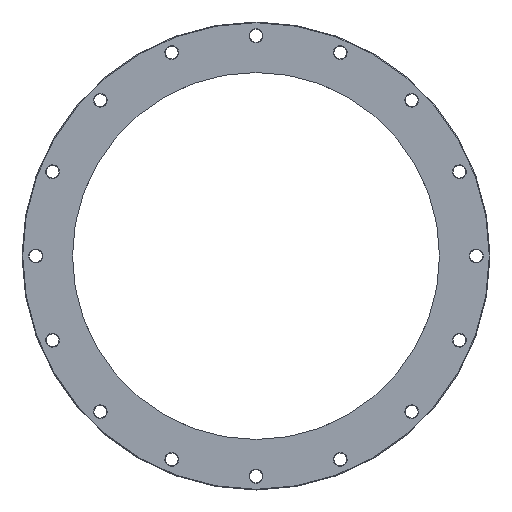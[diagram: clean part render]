
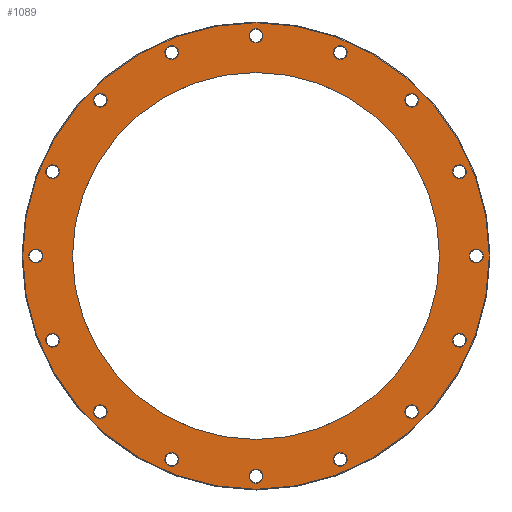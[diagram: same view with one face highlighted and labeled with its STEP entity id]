
A CAD part, left-side view. The second image highlights one B-rep face of the part: STEP entity #1089.
In plain terms, the highlighted planar face has unit normal (-1, 0, 0).
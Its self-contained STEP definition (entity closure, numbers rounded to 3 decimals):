
#18=FACE_BOUND('',#142,.T.);
#19=FACE_BOUND('',#143,.T.);
#20=FACE_BOUND('',#144,.T.);
#21=FACE_BOUND('',#145,.T.);
#22=FACE_BOUND('',#146,.T.);
#23=FACE_BOUND('',#147,.T.);
#24=FACE_BOUND('',#148,.T.);
#25=FACE_BOUND('',#149,.T.);
#26=FACE_BOUND('',#150,.T.);
#27=FACE_BOUND('',#151,.T.);
#28=FACE_BOUND('',#152,.T.);
#29=FACE_BOUND('',#153,.T.);
#30=FACE_BOUND('',#154,.T.);
#31=FACE_BOUND('',#155,.T.);
#32=FACE_BOUND('',#156,.T.);
#33=FACE_BOUND('',#157,.T.);
#34=FACE_BOUND('',#158,.T.);
#54=PLANE('',#1174);
#80=FACE_OUTER_BOUND('',#141,.T.);
#141=EDGE_LOOP('',(#734));
#142=EDGE_LOOP('',(#735));
#143=EDGE_LOOP('',(#736));
#144=EDGE_LOOP('',(#737));
#145=EDGE_LOOP('',(#738));
#146=EDGE_LOOP('',(#739));
#147=EDGE_LOOP('',(#740));
#148=EDGE_LOOP('',(#741));
#149=EDGE_LOOP('',(#742));
#150=EDGE_LOOP('',(#743,#744));
#151=EDGE_LOOP('',(#745));
#152=EDGE_LOOP('',(#746));
#153=EDGE_LOOP('',(#747));
#154=EDGE_LOOP('',(#748));
#155=EDGE_LOOP('',(#749));
#156=EDGE_LOOP('',(#750));
#157=EDGE_LOOP('',(#751));
#158=EDGE_LOOP('',(#752));
#344=CIRCLE('',#1169,7.5);
#348=CIRCLE('',#1175,254.25);
#349=CIRCLE('',#1176,7.5);
#350=CIRCLE('',#1177,7.5);
#351=CIRCLE('',#1178,7.5);
#352=CIRCLE('',#1179,7.5);
#353=CIRCLE('',#1180,7.5);
#354=CIRCLE('',#1181,7.5);
#355=CIRCLE('',#1182,7.5);
#356=CIRCLE('',#1183,7.5);
#357=CIRCLE('',#1184,200.);
#358=CIRCLE('',#1185,200.);
#359=CIRCLE('',#1186,7.5);
#360=CIRCLE('',#1187,7.5);
#361=CIRCLE('',#1188,7.5);
#362=CIRCLE('',#1189,7.5);
#363=CIRCLE('',#1190,7.5);
#364=CIRCLE('',#1191,7.5);
#365=CIRCLE('',#1192,7.5);
#454=VERTEX_POINT('',#1739);
#458=VERTEX_POINT('',#1751);
#459=VERTEX_POINT('',#1753);
#460=VERTEX_POINT('',#1755);
#461=VERTEX_POINT('',#1757);
#462=VERTEX_POINT('',#1759);
#463=VERTEX_POINT('',#1761);
#464=VERTEX_POINT('',#1763);
#465=VERTEX_POINT('',#1765);
#466=VERTEX_POINT('',#1767);
#467=VERTEX_POINT('',#1769);
#468=VERTEX_POINT('',#1770);
#469=VERTEX_POINT('',#1773);
#470=VERTEX_POINT('',#1775);
#471=VERTEX_POINT('',#1777);
#472=VERTEX_POINT('',#1779);
#473=VERTEX_POINT('',#1781);
#474=VERTEX_POINT('',#1783);
#475=VERTEX_POINT('',#1785);
#561=EDGE_CURVE('',#454,#454,#344,.T.);
#567=EDGE_CURVE('',#458,#458,#348,.T.);
#568=EDGE_CURVE('',#459,#459,#349,.T.);
#569=EDGE_CURVE('',#460,#460,#350,.T.);
#570=EDGE_CURVE('',#461,#461,#351,.T.);
#571=EDGE_CURVE('',#462,#462,#352,.T.);
#572=EDGE_CURVE('',#463,#463,#353,.T.);
#573=EDGE_CURVE('',#464,#464,#354,.T.);
#574=EDGE_CURVE('',#465,#465,#355,.T.);
#575=EDGE_CURVE('',#466,#466,#356,.T.);
#576=EDGE_CURVE('',#467,#468,#357,.T.);
#577=EDGE_CURVE('',#468,#467,#358,.T.);
#578=EDGE_CURVE('',#469,#469,#359,.T.);
#579=EDGE_CURVE('',#470,#470,#360,.T.);
#580=EDGE_CURVE('',#471,#471,#361,.T.);
#581=EDGE_CURVE('',#472,#472,#362,.T.);
#582=EDGE_CURVE('',#473,#473,#363,.T.);
#583=EDGE_CURVE('',#474,#474,#364,.T.);
#584=EDGE_CURVE('',#475,#475,#365,.T.);
#734=ORIENTED_EDGE('',*,*,#567,.F.);
#735=ORIENTED_EDGE('',*,*,#568,.F.);
#736=ORIENTED_EDGE('',*,*,#569,.F.);
#737=ORIENTED_EDGE('',*,*,#570,.F.);
#738=ORIENTED_EDGE('',*,*,#571,.F.);
#739=ORIENTED_EDGE('',*,*,#572,.F.);
#740=ORIENTED_EDGE('',*,*,#573,.F.);
#741=ORIENTED_EDGE('',*,*,#574,.F.);
#742=ORIENTED_EDGE('',*,*,#575,.F.);
#743=ORIENTED_EDGE('',*,*,#576,.F.);
#744=ORIENTED_EDGE('',*,*,#577,.F.);
#745=ORIENTED_EDGE('',*,*,#578,.F.);
#746=ORIENTED_EDGE('',*,*,#579,.F.);
#747=ORIENTED_EDGE('',*,*,#580,.F.);
#748=ORIENTED_EDGE('',*,*,#581,.F.);
#749=ORIENTED_EDGE('',*,*,#582,.F.);
#750=ORIENTED_EDGE('',*,*,#583,.F.);
#751=ORIENTED_EDGE('',*,*,#584,.F.);
#752=ORIENTED_EDGE('',*,*,#561,.F.);
#1089=ADVANCED_FACE('',(#80,#18,#19,#20,#21,#22,#23,#24,#25,#26,#27,#28,
#29,#30,#31,#32,#33,#34),#54,.T.);
#1169=AXIS2_PLACEMENT_3D('',#1740,#1343,#1344);
#1174=AXIS2_PLACEMENT_3D('',#1750,#1355,#1356);
#1175=AXIS2_PLACEMENT_3D('',#1752,#1357,#1358);
#1176=AXIS2_PLACEMENT_3D('',#1754,#1359,#1360);
#1177=AXIS2_PLACEMENT_3D('',#1756,#1361,#1362);
#1178=AXIS2_PLACEMENT_3D('',#1758,#1363,#1364);
#1179=AXIS2_PLACEMENT_3D('',#1760,#1365,#1366);
#1180=AXIS2_PLACEMENT_3D('',#1762,#1367,#1368);
#1181=AXIS2_PLACEMENT_3D('',#1764,#1369,#1370);
#1182=AXIS2_PLACEMENT_3D('',#1766,#1371,#1372);
#1183=AXIS2_PLACEMENT_3D('',#1768,#1373,#1374);
#1184=AXIS2_PLACEMENT_3D('',#1771,#1375,#1376);
#1185=AXIS2_PLACEMENT_3D('',#1772,#1377,#1378);
#1186=AXIS2_PLACEMENT_3D('',#1774,#1379,#1380);
#1187=AXIS2_PLACEMENT_3D('',#1776,#1381,#1382);
#1188=AXIS2_PLACEMENT_3D('',#1778,#1383,#1384);
#1189=AXIS2_PLACEMENT_3D('',#1780,#1385,#1386);
#1190=AXIS2_PLACEMENT_3D('',#1782,#1387,#1388);
#1191=AXIS2_PLACEMENT_3D('',#1784,#1389,#1390);
#1192=AXIS2_PLACEMENT_3D('',#1786,#1391,#1392);
#1343=DIRECTION('center_axis',(-1.,0.,0.));
#1344=DIRECTION('ref_axis',(0.,0.383,-0.924));
#1355=DIRECTION('center_axis',(-1.,0.,0.));
#1356=DIRECTION('ref_axis',(0.,0.,1.));
#1357=DIRECTION('center_axis',(1.,0.,0.));
#1358=DIRECTION('ref_axis',(0.,1.,0.));
#1359=DIRECTION('center_axis',(-1.,0.,0.));
#1360=DIRECTION('ref_axis',(0.,0.707,-0.707));
#1361=DIRECTION('center_axis',(-1.,0.,0.));
#1362=DIRECTION('ref_axis',(0.,1.,0.));
#1363=DIRECTION('center_axis',(-1.,0.,0.));
#1364=DIRECTION('ref_axis',(0.,0.707,0.707));
#1365=DIRECTION('center_axis',(-1.,0.,0.));
#1366=DIRECTION('ref_axis',(0.,0.,
1.));
#1367=DIRECTION('center_axis',(-1.,0.,0.));
#1368=DIRECTION('ref_axis',(0.,-0.707,0.707));
#1369=DIRECTION('center_axis',(-1.,0.,0.));
#1370=DIRECTION('ref_axis',(0.,-1.,0.));
#1371=DIRECTION('center_axis',(-1.,0.,0.));
#1372=DIRECTION('ref_axis',(0.,-0.707,-0.707));
#1373=DIRECTION('center_axis',(-1.,0.,0.));
#1374=DIRECTION('ref_axis',(0.,0.,-1.));
#1375=DIRECTION('center_axis',(-1.,0.,0.));
#1376=DIRECTION('ref_axis',(0.,0.,1.));
#1377=DIRECTION('center_axis',(-1.,0.,0.));
#1378=DIRECTION('ref_axis',(0.,0.,1.));
#1379=DIRECTION('center_axis',(-1.,0.,0.));
#1380=DIRECTION('ref_axis',(0.,-0.383,-0.924));
#1381=DIRECTION('center_axis',(-1.,0.,0.));
#1382=DIRECTION('ref_axis',(0.,-0.924,-0.383));
#1383=DIRECTION('center_axis',(-1.,0.,0.));
#1384=DIRECTION('ref_axis',(0.,-0.924,0.383));
#1385=DIRECTION('center_axis',(-1.,0.,0.));
#1386=DIRECTION('ref_axis',(0.,-0.383,0.924));
#1387=DIRECTION('center_axis',(-1.,0.,0.));
#1388=DIRECTION('ref_axis',(0.,0.383,0.924));
#1389=DIRECTION('center_axis',(-1.,0.,0.));
#1390=DIRECTION('ref_axis',(0.,0.924,0.383));
#1391=DIRECTION('center_axis',(-1.,0.,0.));
#1392=DIRECTION('ref_axis',(0.,0.924,-0.383));
#1739=CARTESIAN_POINT('',(-100.,108.486,228.66));
#1740=CARTESIAN_POINT('Origin',(-100.,111.356,221.731));
#1750=CARTESIAN_POINT('Origin',(-100.,3.2,0.));
#1751=CARTESIAN_POINT('',(-100.,-51.05,0.));
#1752=CARTESIAN_POINT('Origin',(-100.,203.2,0.));
#1753=CARTESIAN_POINT('',(-100.,28.191,175.009));
#1754=CARTESIAN_POINT('Origin',(-100.,33.494,169.706));
#1755=CARTESIAN_POINT('',(-100.,-44.3,0.));
#1756=CARTESIAN_POINT('Origin',(-100.,-36.8,0.));
#1757=CARTESIAN_POINT('',(-100.,28.191,-175.009));
#1758=CARTESIAN_POINT('Origin',(-100.,33.494,-169.706));
#1759=CARTESIAN_POINT('',(-100.,203.2,-247.5));
#1760=CARTESIAN_POINT('Origin',(-100.,203.2,-240.));
#1761=CARTESIAN_POINT('',(-100.,378.209,-175.009));
#1762=CARTESIAN_POINT('Origin',(-100.,372.906,-169.706));
#1763=CARTESIAN_POINT('',(-100.,450.7,0.));
#1764=CARTESIAN_POINT('Origin',(-100.,443.2,0.));
#1765=CARTESIAN_POINT('',(-100.,378.209,175.009));
#1766=CARTESIAN_POINT('Origin',(-100.,372.906,169.706));
#1767=CARTESIAN_POINT('',(-100.,203.2,247.5));
#1768=CARTESIAN_POINT('Origin',(-100.,203.2,240.));
#1769=CARTESIAN_POINT('',(-100.,3.2,0.));
#1770=CARTESIAN_POINT('',(-100.,403.2,0.));
#1771=CARTESIAN_POINT('Origin',(-100.,203.2,0.));
#1772=CARTESIAN_POINT('Origin',(-100.,203.2,0.));
#1773=CARTESIAN_POINT('',(-100.,297.914,228.66));
#1774=CARTESIAN_POINT('Origin',(-100.,295.044,221.731));
#1775=CARTESIAN_POINT('',(-100.,431.86,94.714));
#1776=CARTESIAN_POINT('Origin',(-100.,424.931,91.844));
#1777=CARTESIAN_POINT('',(-100.,431.86,-94.714));
#1778=CARTESIAN_POINT('Origin',(-100.,424.931,-91.844));
#1779=CARTESIAN_POINT('',(-100.,297.914,-228.66));
#1780=CARTESIAN_POINT('Origin',(-100.,295.044,-221.731));
#1781=CARTESIAN_POINT('',(-100.,108.486,-228.66));
#1782=CARTESIAN_POINT('Origin',(-100.,111.356,-221.731));
#1783=CARTESIAN_POINT('',(-100.,-25.46,-94.714));
#1784=CARTESIAN_POINT('Origin',(-100.,-18.531,-91.844));
#1785=CARTESIAN_POINT('',(-100.,-25.46,94.714));
#1786=CARTESIAN_POINT('Origin',(-100.,-18.531,91.844));
